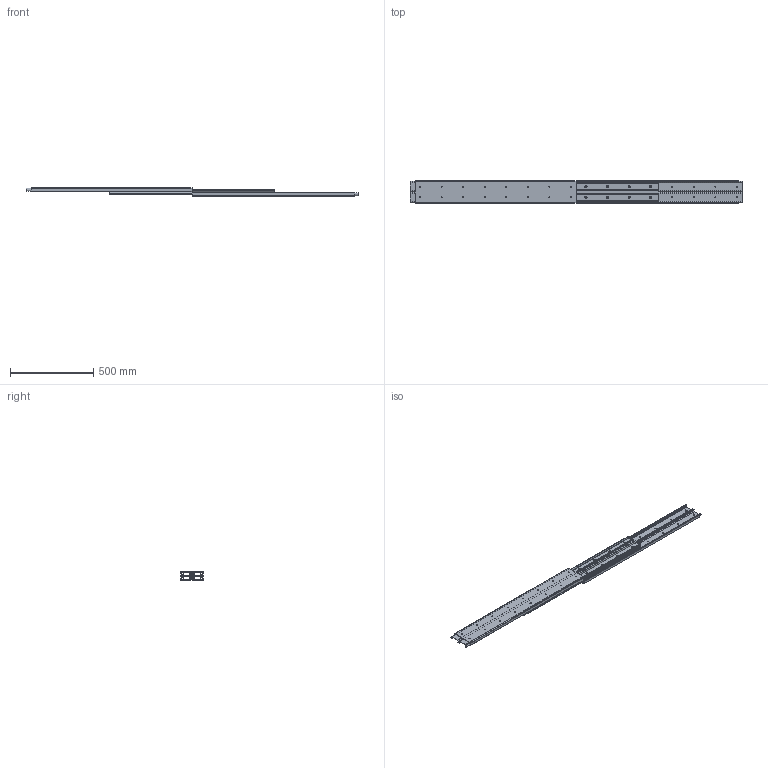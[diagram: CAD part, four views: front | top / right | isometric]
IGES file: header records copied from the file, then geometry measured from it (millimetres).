
Start section: SolidWorks IGES file using analytic representation for surfaces
Global section: file name: sone3D.IGS; native system: SolidWorks 2014; preprocessor: SolidWorks 2014; author: 0960ts; date: 160509.181855; units: millimetre
Bounding box: 2000 x 136.6 x 52.8 mm (x, y, z)
Surface area: 1907165.1 mm2 (no closed solid volume)
Topology: 0 solids, 0 shells, 339 faces, 7758 edges, 7758 vertices
Faces by surface type: revolution 232, bspline 107
